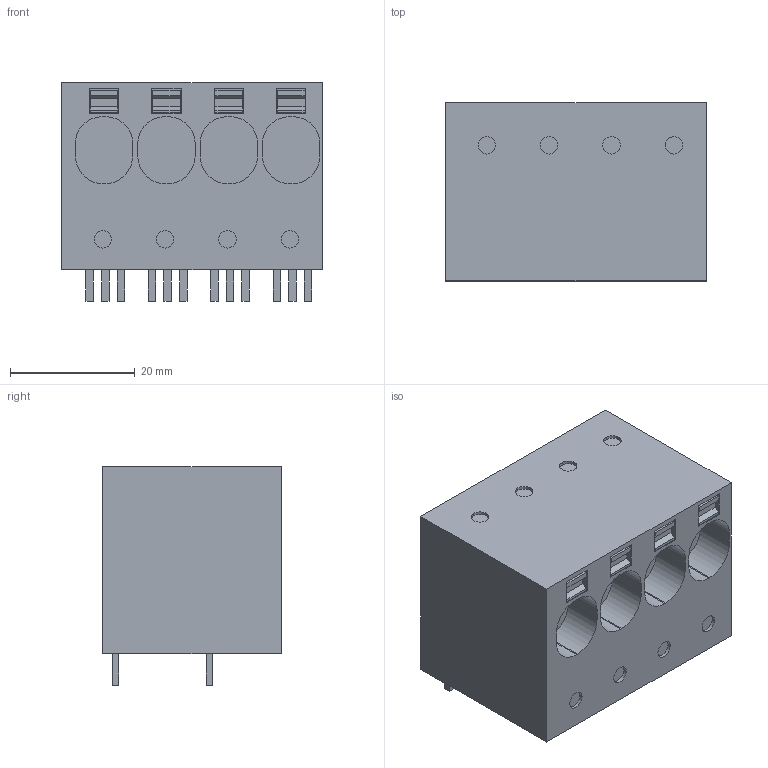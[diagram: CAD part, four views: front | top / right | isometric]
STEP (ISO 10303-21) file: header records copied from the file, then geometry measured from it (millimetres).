
FILE_DESCRIPTION(('CATIA V5 STEP Exchange','CAx-IF Rec.Pracs.--- Model Styling and Organization---1.2---2011-12-15'),'2;1');
FILE_NAME ('D1462936_0_2500470000_2500470000.stp','2018-03-29T09:44:47+00:00',('none'),('Weidmueller'),'CATIA Version 5-6 Release 2014','CATIA V5 STEP AP214','none');
FILE_SCHEMA(('AUTOMOTIVE_DESIGN { 1 0 10303 214 1 1 1 1 }'));
Length unit declared in the file: millimetre
Products named in the file (1): 2500470000
Bounding box: 41.8 x 28.55 x 35 mm (x, y, z)
Volume: 32192 mm3; surface area: 8967.1 mm2
Topology: 9 solids, 9 shells, 230 faces, 576 edges, 384 vertices
Faces by surface type: plane 182, cylinder 48
Entity records: 6784 total; most frequent: CARTESIAN_POINT 1219, ORIENTED_EDGE 1152, DIRECTION 953, EDGE_CURVE 576, VECTOR 480, LINE 480, VERTEX_POINT 384, AXIS2_PLACEMENT_3D 283
